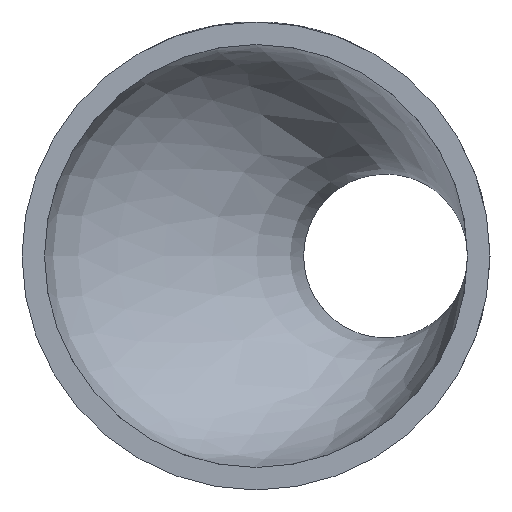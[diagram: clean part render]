
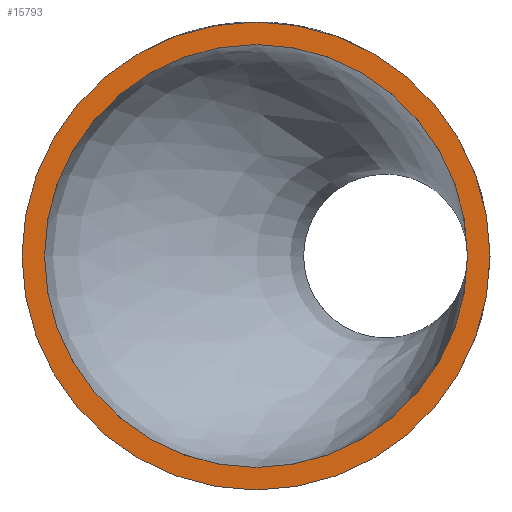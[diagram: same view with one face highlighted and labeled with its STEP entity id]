
A CAD part, left-side view. The second image highlights one B-rep face of the part: STEP entity #15793.
In plain terms, the highlighted planar face has unit normal (-1, 0, 0).
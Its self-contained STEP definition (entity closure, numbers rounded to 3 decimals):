
#269 = EDGE_LOOP ( 'NONE', ( #5021 ) ) ;
#456 = VERTEX_POINT ( 'NONE', #6506 ) ;
#2354 = PLANE ( 'NONE',  #15444 ) ;
#3507 = DIRECTION ( 'NONE',  ( 0., 0., 1. ) ) ;
#3750 = DIRECTION ( 'NONE',  ( -1., 0., 0. ) ) ;
#3802 = CARTESIAN_POINT ( 'NONE',  ( 0., 0., 0. ) ) ;
#4800 = FACE_BOUND ( 'NONE', #269, .T. ) ;
#5021 = ORIENTED_EDGE ( 'NONE', *, *, #9613, .F. ) ;
#5885 = CARTESIAN_POINT ( 'NONE',  ( 0., 0., 0. ) ) ;
#6321 = DIRECTION ( 'NONE',  ( 0., 0., 1. ) ) ;
#6506 = CARTESIAN_POINT ( 'NONE',  ( 0., 0., 30.15 ) ) ;
#7799 = AXIS2_PLACEMENT_3D ( 'NONE', #3802, #15244, #6321 ) ;
#7816 = AXIS2_PLACEMENT_3D ( 'NONE', #5885, #10878, #12259 ) ;
#8889 = VERTEX_POINT ( 'NONE', #10116 ) ;
#9613 = EDGE_CURVE ( 'NONE', #8889, #8889, #14071, .T. ) ;
#9981 = EDGE_CURVE ( 'NONE', #456, #456, #13277, .T. ) ;
#10116 = CARTESIAN_POINT ( 'NONE',  ( 0., 0., 27.25 ) ) ;
#10878 = DIRECTION ( 'NONE',  ( -1., 0., 0. ) ) ;
#12259 = DIRECTION ( 'NONE',  ( 0., 0., 1. ) ) ;
#13277 = CIRCLE ( 'NONE', #7816, 30.15 ) ;
#13696 = CARTESIAN_POINT ( 'NONE',  ( 0., 0., 0. ) ) ;
#14071 = CIRCLE ( 'NONE', #7799, 27.25 ) ;
#15023 = FACE_OUTER_BOUND ( 'NONE', #15718, .T. ) ;
#15244 = DIRECTION ( 'NONE',  ( -1., 0., 0. ) ) ;
#15444 = AXIS2_PLACEMENT_3D ( 'NONE', #13696, #3750, #3507 ) ;
#15482 = ORIENTED_EDGE ( 'NONE', *, *, #9981, .T. ) ;
#15718 = EDGE_LOOP ( 'NONE', ( #15482 ) ) ;
#15793 = ADVANCED_FACE ( 'NONE', ( #4800, #15023 ), #2354, .T. ) ;
